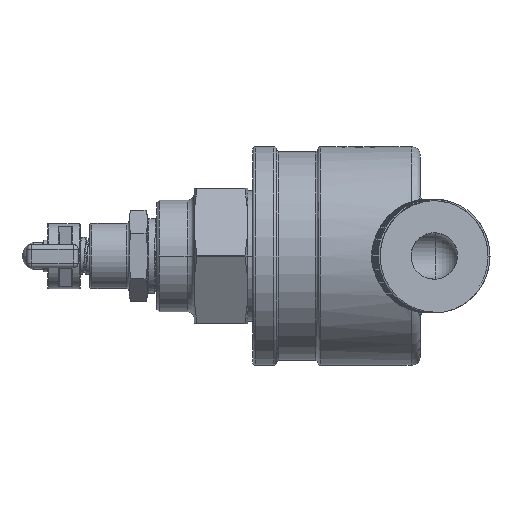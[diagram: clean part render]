
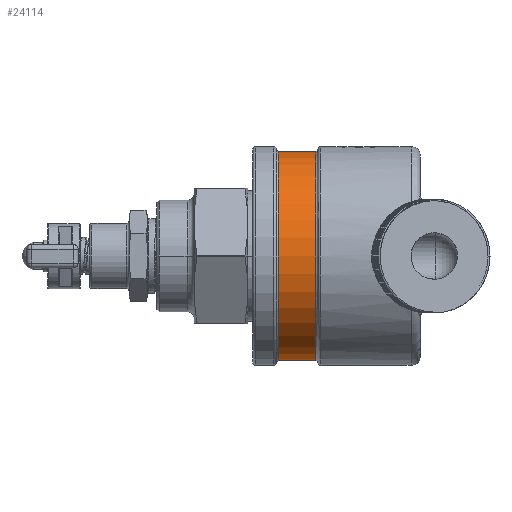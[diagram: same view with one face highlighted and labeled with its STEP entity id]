
A CAD part, left-side view. The second image highlights one B-rep face of the part: STEP entity #24114.
In plain terms, the highlighted cylindrical face has radius 71.438 mm (diameter 142.875 mm), a partial arc.
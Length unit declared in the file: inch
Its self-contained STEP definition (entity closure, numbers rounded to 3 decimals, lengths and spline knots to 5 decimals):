
#1321 = AXIS2_PLACEMENT_3D ( 'NONE', #82205, #43030, #3910 ) ;
#1751 = VERTEX_POINT ( 'NONE', #38352 ) ;
#2637 = FACE_OUTER_BOUND ( 'NONE', #77490, .T. ) ;
#3910 = DIRECTION ( 'NONE',  ( 0., 0., -1. ) ) ;
#6294 = DIRECTION ( 'NONE',  ( 0., -1., 0. ) ) ;
#8179 = CARTESIAN_POINT ( 'NONE',  ( 0., 2.13537, 2.8125 ) ) ;
#8913 = CARTESIAN_POINT ( 'NONE',  ( 0., 2.82287, 2.8125 ) ) ;
#8958 = CARTESIAN_POINT ( 'NONE',  ( 0., 2.13537, -2.8125 ) ) ;
#14676 = CARTESIAN_POINT ( 'NONE',  ( 0., 2.82287, 0. ) ) ;
#15516 = EDGE_CURVE ( 'Defeatured_0_83+Defeatured_0_82+Defeatured_0_82+Defeatured_0_82', #1751, #28803, #65756, .T. ) ;
#17629 = EDGE_CURVE ( 'NONE', #84462, #1751, #78774, .T. ) ;
#19280 = CARTESIAN_POINT ( 'NONE',  ( 0., 2.82287, -2.8125 ) ) ;
#24114 = ADVANCED_FACE ( 'Defeatured_0_82', ( #2637 ), #44526, .T. ) ;
#27826 = LINE ( 'NONE', #19280, #62518 ) ;
#28631 = DIRECTION ( 'NONE',  ( 0., -1., 0. ) ) ;
#28803 = VERTEX_POINT ( 'NONE', #49747 ) ;
#29248 = AXIS2_PLACEMENT_3D ( 'NONE', #45430, #6294, #51975 ) ;
#36557 = EDGE_CURVE ( 'Defeatured_0_82+Defeatured_0_81+Defeatured_0_81+Defeatured_0_81', #84462, #39969, #82460, .T. ) ;
#38352 = CARTESIAN_POINT ( 'NONE',  ( 0., 1.13537, 2.8125 ) ) ;
#38570 = ORIENTED_EDGE ( 'NONE', *, *, #17629, .F. ) ;
#39969 = VERTEX_POINT ( 'NONE', #8958 ) ;
#40062 = ORIENTED_EDGE ( 'NONE', *, *, #15516, .F. ) ;
#43030 = DIRECTION ( 'NONE',  ( 0., -1., 0. ) ) ;
#44526 = CYLINDRICAL_SURFACE ( 'NONE', #69302, 2.8125 ) ;
#45430 = CARTESIAN_POINT ( 'NONE',  ( 0., 1.13537, 0. ) ) ;
#47315 = ORIENTED_EDGE ( 'NONE', *, *, #80235, .T. ) ;
#47503 = DIRECTION ( 'NONE',  ( 0., 0., -1. ) ) ;
#49747 = CARTESIAN_POINT ( 'NONE',  ( 0., 1.13537, -2.8125 ) ) ;
#51975 = DIRECTION ( 'NONE',  ( 0., 0., -1. ) ) ;
#60332 = DIRECTION ( 'NONE',  ( 0., -1., 0. ) ) ;
#61340 = VECTOR ( 'NONE', #28631, 39.37008 ) ;
#62518 = VECTOR ( 'NONE', #64994, 39.37008 ) ;
#64994 = DIRECTION ( 'NONE',  ( 0., -1., 0. ) ) ;
#65756 = CIRCLE ( 'NONE', #29248, 2.8125 ) ;
#69302 = AXIS2_PLACEMENT_3D ( 'NONE', #14676, #60332, #47503 ) ;
#77441 = ORIENTED_EDGE ( 'NONE', *, *, #36557, .T. ) ;
#77490 = EDGE_LOOP ( 'NONE', ( #38570, #77441, #47315, #40062 ) ) ;
#78774 = LINE ( 'NONE', #8913, #61340 ) ;
#80235 = EDGE_CURVE ( 'NONE', #39969, #28803, #27826, .T. ) ;
#82205 = CARTESIAN_POINT ( 'NONE',  ( 0., 2.13537, 0. ) ) ;
#82460 = CIRCLE ( 'NONE', #1321, 2.8125 ) ;
#84462 = VERTEX_POINT ( 'NONE', #8179 ) ;
